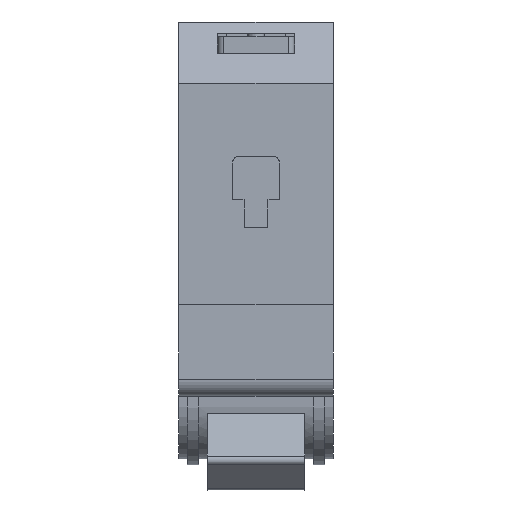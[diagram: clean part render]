
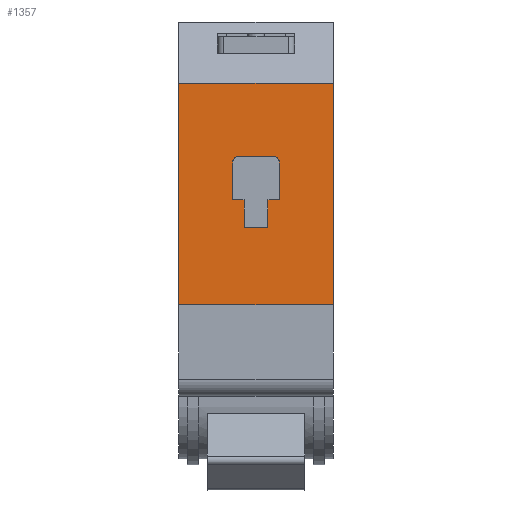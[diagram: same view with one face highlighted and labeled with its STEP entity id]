
A CAD part, front view. The second image highlights one B-rep face of the part: STEP entity #1357.
In plain terms, the highlighted planar face has unit normal (0, -1, 0).
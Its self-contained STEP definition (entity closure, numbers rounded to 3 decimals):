
#139 = DIRECTION ( 'NONE',  ( 0., 0., -1. ) ) ;
#165 = CARTESIAN_POINT ( 'NONE',  ( -4.075, -45., 3. ) ) ;
#199 = VECTOR ( 'NONE', #3176, 1000. ) ;
#207 = DIRECTION ( 'NONE',  ( 0., -1., 0. ) ) ;
#226 = ORIENTED_EDGE ( 'NONE', *, *, #393, .F. ) ;
#228 = DIRECTION ( 'NONE',  ( 0., 0., -1. ) ) ;
#254 = VECTOR ( 'NONE', #3829, 1000. ) ;
#335 = LINE ( 'NONE', #998, #199 ) ;
#336 = VERTEX_POINT ( 'NONE', #4896 ) ;
#374 = DIRECTION ( 'NONE',  ( 0., 0., 1. ) ) ;
#393 = EDGE_CURVE ( 'NONE', #336, #1640, #335, .T. ) ;
#480 = ORIENTED_EDGE ( 'NONE', *, *, #2042, .F. ) ;
#481 = CARTESIAN_POINT ( 'NONE',  ( 4.075, -45., -3.6 ) ) ;
#540 = PLANE ( 'NONE',  #2091 ) ;
#632 = VERTEX_POINT ( 'NONE', #5105 ) ;
#635 = EDGE_CURVE ( 'NONE', #5506, #639, #2292, .T. ) ;
#639 = VERTEX_POINT ( 'NONE', #2055 ) ;
#760 = ORIENTED_EDGE ( 'NONE', *, *, #635, .F. ) ;
#768 = CARTESIAN_POINT ( 'NONE',  ( 3.075, -45., 4. ) ) ;
#810 = DIRECTION ( 'NONE',  ( 0., 0., 1. ) ) ;
#812 = EDGE_LOOP ( 'NONE', ( #3822, #226, #480, #760, #3228, #1119, #5249, #3477, #1396, #3756 ) ) ;
#899 = VECTOR ( 'NONE', #1988, 1000. ) ;
#973 = DIRECTION ( 'NONE',  ( 0., -1., 0. ) ) ;
#998 = CARTESIAN_POINT ( 'NONE',  ( 2.1, -45., -8.5 ) ) ;
#1109 = CARTESIAN_POINT ( 'NONE',  ( -13.5, -45., -22. ) ) ;
#1119 = ORIENTED_EDGE ( 'NONE', *, *, #5096, .F. ) ;
#1145 = VECTOR ( 'NONE', #3778, 1000. ) ;
#1267 = LINE ( 'NONE', #481, #4642 ) ;
#1297 = DIRECTION ( 'NONE',  ( 0., -1., 0. ) ) ;
#1329 = CIRCLE ( 'NONE', #2739, 1. ) ;
#1357 = ADVANCED_FACE ( 'NONE', ( #5397, #4079 ), #540, .T. ) ;
#1396 = ORIENTED_EDGE ( 'NONE', *, *, #4969, .F. ) ;
#1504 = VERTEX_POINT ( 'NONE', #1953 ) ;
#1519 = CARTESIAN_POINT ( 'NONE',  ( 4.075, -45., 3. ) ) ;
#1551 = EDGE_CURVE ( 'NONE', #5680, #2978, #5610, .T. ) ;
#1640 = VERTEX_POINT ( 'NONE', #3307 ) ;
#1712 = VECTOR ( 'NONE', #374, 1000. ) ;
#1777 = EDGE_CURVE ( 'NONE', #4654, #5643, #2150, .T. ) ;
#1953 = CARTESIAN_POINT ( 'NONE',  ( 4.075, -45., -3.6 ) ) ;
#1988 = DIRECTION ( 'NONE',  ( 1., 0., 0. ) ) ;
#2001 = CARTESIAN_POINT ( 'NONE',  ( -13.5, -45., -22. ) ) ;
#2042 = EDGE_CURVE ( 'NONE', #639, #336, #3504, .T. ) ;
#2055 = CARTESIAN_POINT ( 'NONE',  ( -2.1, -45., -3.6 ) ) ;
#2091 = AXIS2_PLACEMENT_3D ( 'NONE', #3559, #973, #4034 ) ;
#2150 = LINE ( 'NONE', #4929, #3184 ) ;
#2243 = EDGE_CURVE ( 'NONE', #632, #2994, #3733, .T. ) ;
#2292 = LINE ( 'NONE', #5558, #1145 ) ;
#2358 = CARTESIAN_POINT ( 'NONE',  ( 2.1, -45., -3.6 ) ) ;
#2365 = VECTOR ( 'NONE', #4527, 1000. ) ;
#2495 = CIRCLE ( 'NONE', #3003, 1. ) ;
#2557 = VECTOR ( 'NONE', #810, 1000. ) ;
#2652 = EDGE_LOOP ( 'NONE', ( #4304, #3886, #5208, #4096 ) ) ;
#2739 = AXIS2_PLACEMENT_3D ( 'NONE', #3928, #1297, #4371 ) ;
#2761 = LINE ( 'NONE', #3138, #3798 ) ;
#2762 = CARTESIAN_POINT ( 'NONE',  ( -2.1, -45., -8.5 ) ) ;
#2807 = CARTESIAN_POINT ( 'NONE',  ( -4.075, -45., -3.6 ) ) ;
#2818 = CARTESIAN_POINT ( 'NONE',  ( 3.075, -45., 3. ) ) ;
#2897 = CARTESIAN_POINT ( 'NONE',  ( 13.5, -45., 16.804 ) ) ;
#2978 = VERTEX_POINT ( 'NONE', #3283 ) ;
#2994 = VERTEX_POINT ( 'NONE', #3729 ) ;
#3003 = AXIS2_PLACEMENT_3D ( 'NONE', #2818, #207, #3246 ) ;
#3007 = EDGE_CURVE ( 'NONE', #5643, #2978, #3239, .T. ) ;
#3089 = DIRECTION ( 'NONE',  ( 1., 0., 0. ) ) ;
#3138 = CARTESIAN_POINT ( 'NONE',  ( -4.075, -45., -3.6 ) ) ;
#3176 = DIRECTION ( 'NONE',  ( 1., 0., 0. ) ) ;
#3184 = VECTOR ( 'NONE', #139, 1000. ) ;
#3214 = EDGE_CURVE ( 'NONE', #5680, #4654, #4205, .T. ) ;
#3228 = ORIENTED_EDGE ( 'NONE', *, *, #4005, .F. ) ;
#3239 = LINE ( 'NONE', #1109, #899 ) ;
#3246 = DIRECTION ( 'NONE',  ( 0., 0., -1. ) ) ;
#3255 = VECTOR ( 'NONE', #228, 1000. ) ;
#3273 = CARTESIAN_POINT ( 'NONE',  ( 13.5, -45., 22. ) ) ;
#3283 = CARTESIAN_POINT ( 'NONE',  ( 13.5, -45., -22. ) ) ;
#3307 = CARTESIAN_POINT ( 'NONE',  ( 2.1, -45., -8.5 ) ) ;
#3365 = LINE ( 'NONE', #3411, #2557 ) ;
#3411 = CARTESIAN_POINT ( 'NONE',  ( 4.075, -45., -3.6 ) ) ;
#3477 = ORIENTED_EDGE ( 'NONE', *, *, #3593, .F. ) ;
#3504 = LINE ( 'NONE', #2762, #2365 ) ;
#3552 = VERTEX_POINT ( 'NONE', #165 ) ;
#3559 = CARTESIAN_POINT ( 'NONE',  ( -13.5, -45., 22. ) ) ;
#3564 = DIRECTION ( 'NONE',  ( 0., 0., -1. ) ) ;
#3593 = EDGE_CURVE ( 'NONE', #4249, #632, #2495, .T. ) ;
#3729 = CARTESIAN_POINT ( 'NONE',  ( -3.075, -45., 4. ) ) ;
#3733 = LINE ( 'NONE', #768, #254 ) ;
#3756 = ORIENTED_EDGE ( 'NONE', *, *, #5296, .F. ) ;
#3778 = DIRECTION ( 'NONE',  ( 1., 0., 0. ) ) ;
#3798 = VECTOR ( 'NONE', #3564, 1000. ) ;
#3822 = ORIENTED_EDGE ( 'NONE', *, *, #4403, .F. ) ;
#3829 = DIRECTION ( 'NONE',  ( -1., 0., 0. ) ) ;
#3886 = ORIENTED_EDGE ( 'NONE', *, *, #3214, .T. ) ;
#3928 = CARTESIAN_POINT ( 'NONE',  ( -3.075, -45., 3. ) ) ;
#4005 = EDGE_CURVE ( 'NONE', #3552, #5506, #2761, .T. ) ;
#4034 = DIRECTION ( 'NONE',  ( 0., 0., -1. ) ) ;
#4053 = VECTOR ( 'NONE', #4984, 1000. ) ;
#4079 = FACE_OUTER_BOUND ( 'NONE', #2652, .T. ) ;
#4096 = ORIENTED_EDGE ( 'NONE', *, *, #3007, .T. ) ;
#4131 = VERTEX_POINT ( 'NONE', #2358 ) ;
#4205 = LINE ( 'NONE', #4538, #4053 ) ;
#4249 = VERTEX_POINT ( 'NONE', #1519 ) ;
#4304 = ORIENTED_EDGE ( 'NONE', *, *, #1551, .F. ) ;
#4371 = DIRECTION ( 'NONE',  ( 0., 0., -1. ) ) ;
#4403 = EDGE_CURVE ( 'NONE', #1640, #4131, #5224, .T. ) ;
#4527 = DIRECTION ( 'NONE',  ( 0., 0., -1. ) ) ;
#4538 = CARTESIAN_POINT ( 'NONE',  ( -13.5, -45., 16.804 ) ) ;
#4642 = VECTOR ( 'NONE', #3089, 1000. ) ;
#4654 = VERTEX_POINT ( 'NONE', #5350 ) ;
#4896 = CARTESIAN_POINT ( 'NONE',  ( -2.1, -45., -8.5 ) ) ;
#4929 = CARTESIAN_POINT ( 'NONE',  ( -13.5, -45., 22. ) ) ;
#4969 = EDGE_CURVE ( 'NONE', #1504, #4249, #3365, .T. ) ;
#4984 = DIRECTION ( 'NONE',  ( -1., 0., 0. ) ) ;
#5096 = EDGE_CURVE ( 'NONE', #2994, #3552, #1329, .T. ) ;
#5105 = CARTESIAN_POINT ( 'NONE',  ( 3.075, -45., 4. ) ) ;
#5208 = ORIENTED_EDGE ( 'NONE', *, *, #1777, .T. ) ;
#5224 = LINE ( 'NONE', #5630, #1712 ) ;
#5249 = ORIENTED_EDGE ( 'NONE', *, *, #2243, .F. ) ;
#5296 = EDGE_CURVE ( 'NONE', #4131, #1504, #1267, .T. ) ;
#5350 = CARTESIAN_POINT ( 'NONE',  ( -13.5, -45., 16.804 ) ) ;
#5397 = FACE_BOUND ( 'NONE', #812, .T. ) ;
#5506 = VERTEX_POINT ( 'NONE', #2807 ) ;
#5558 = CARTESIAN_POINT ( 'NONE',  ( -2.1, -45., -3.6 ) ) ;
#5610 = LINE ( 'NONE', #3273, #3255 ) ;
#5630 = CARTESIAN_POINT ( 'NONE',  ( 2.1, -45., -8.5 ) ) ;
#5643 = VERTEX_POINT ( 'NONE', #2001 ) ;
#5680 = VERTEX_POINT ( 'NONE', #2897 ) ;
